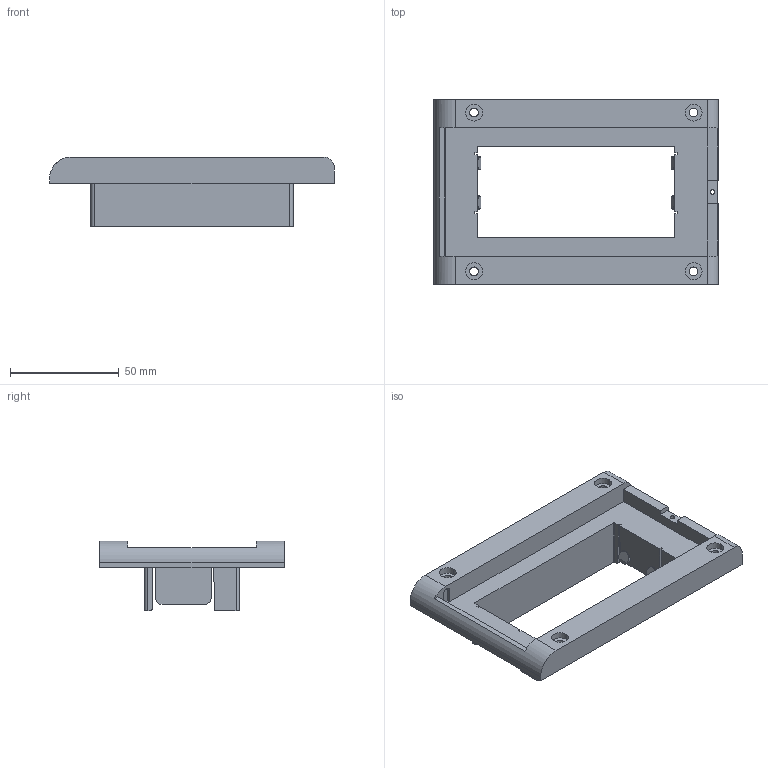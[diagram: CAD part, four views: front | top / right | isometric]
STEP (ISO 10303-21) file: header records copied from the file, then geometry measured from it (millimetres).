
FILE_DESCRIPTION (( 'STEP AP214' ), '1' );
FILE_NAME ('3D Ðàìêà ìîíòàæíàÿ 96õ48.STEP', '2017-09-24T17:16:58', ( '' ), ( '' ), 'SwSTEP 2.0', 'SolidWorks 2014', '' );
FILE_SCHEMA (( 'AUTOMOTIVE_DESIGN' ));
Length unit declared in the file: millimetre
Products named in the file (1): 3D Ðàìêà ìîíòàæíàÿ 96õ48
Bounding box: 131 x 85 x 32.2 mm (x, y, z)
Volume: 55549.1 mm3; surface area: 34413.6 mm2
Topology: 1 solids, 1 shells, 124 faces, 337 edges, 222 vertices
Faces by surface type: plane 76, cylinder 48
Entity records: 3977 total; most frequent: CARTESIAN_POINT 714, DIRECTION 675, ORIENTED_EDGE 674, EDGE_CURVE 337, LINE 229, VECTOR 229, AXIS2_PLACEMENT_3D 223, VERTEX_POINT 222
